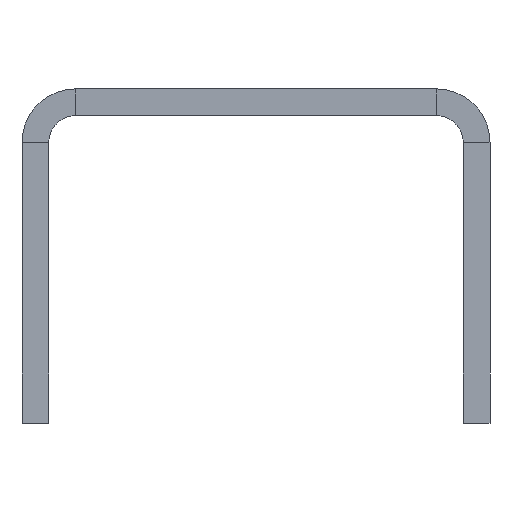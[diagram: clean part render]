
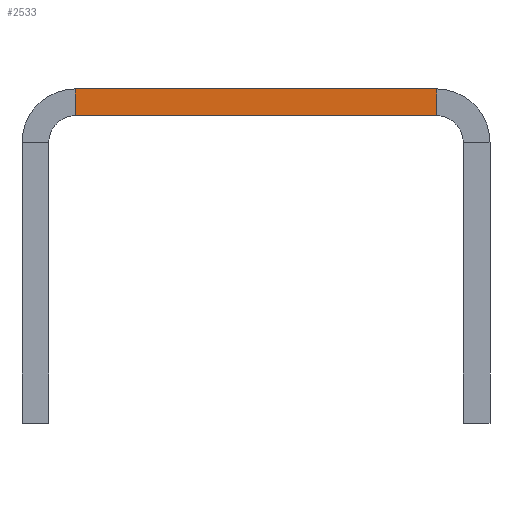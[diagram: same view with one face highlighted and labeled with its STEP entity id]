
A CAD part, front view. The second image highlights one B-rep face of the part: STEP entity #2533.
In plain terms, the highlighted planar face has unit normal (0, -1, 0).
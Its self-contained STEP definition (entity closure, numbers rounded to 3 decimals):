
#383=DIRECTION('',(0.,0.,-1.));
#384=VECTOR('',#383,4.);
#385=CARTESIAN_POINT('',(27.,-250.,25.));
#386=LINE('',#385,#384);
#387=DIRECTION('',(1.,0.,0.));
#388=VECTOR('',#387,54.);
#389=CARTESIAN_POINT('',(-27.,-250.,21.));
#390=LINE('',#389,#388);
#391=DIRECTION('',(1.,0.,0.));
#392=VECTOR('',#391,54.);
#393=CARTESIAN_POINT('',(-27.,-250.,25.));
#394=LINE('',#393,#392);
#665=DIRECTION('',(0.,0.,-1.));
#666=VECTOR('',#665,4.);
#667=CARTESIAN_POINT('',(-27.,-250.,25.));
#668=LINE('',#667,#666);
#1762=CARTESIAN_POINT('',(27.,-250.,25.));
#1764=VERTEX_POINT('',#1762);
#1774=CARTESIAN_POINT('',(-27.,-250.,25.));
#1776=VERTEX_POINT('',#1774);
#1778=CARTESIAN_POINT('',(27.,-250.,21.));
#1780=VERTEX_POINT('',#1778);
#1790=CARTESIAN_POINT('',(-27.,-250.,21.));
#1792=VERTEX_POINT('',#1790);
#2519=CARTESIAN_POINT('',(0.,-250.,23.));
#2520=DIRECTION('',(0.,-1.,0.));
#2521=DIRECTION('',(1.,0.,0.));
#2522=AXIS2_PLACEMENT_3D('',#2519,#2520,#2521);
#2523=PLANE('',#2522);
#2525=ORIENTED_EDGE('',*,*,#2524,.T.);
#2527=ORIENTED_EDGE('',*,*,#2526,.F.);
#2529=ORIENTED_EDGE('',*,*,#2528,.F.);
#2530=ORIENTED_EDGE('',*,*,#2410,.T.);
#2531=EDGE_LOOP('',(#2525,#2527,#2529,#2530));
#2532=FACE_OUTER_BOUND('',#2531,.F.);
#2533=ADVANCED_FACE('',(#2532),#2523,.T.);
#2410=EDGE_CURVE('',#1776,#1764,#394,.T.);
#2524=EDGE_CURVE('',#1764,#1780,#386,.T.);
#2526=EDGE_CURVE('',#1792,#1780,#390,.T.);
#2528=EDGE_CURVE('',#1776,#1792,#668,.T.);
